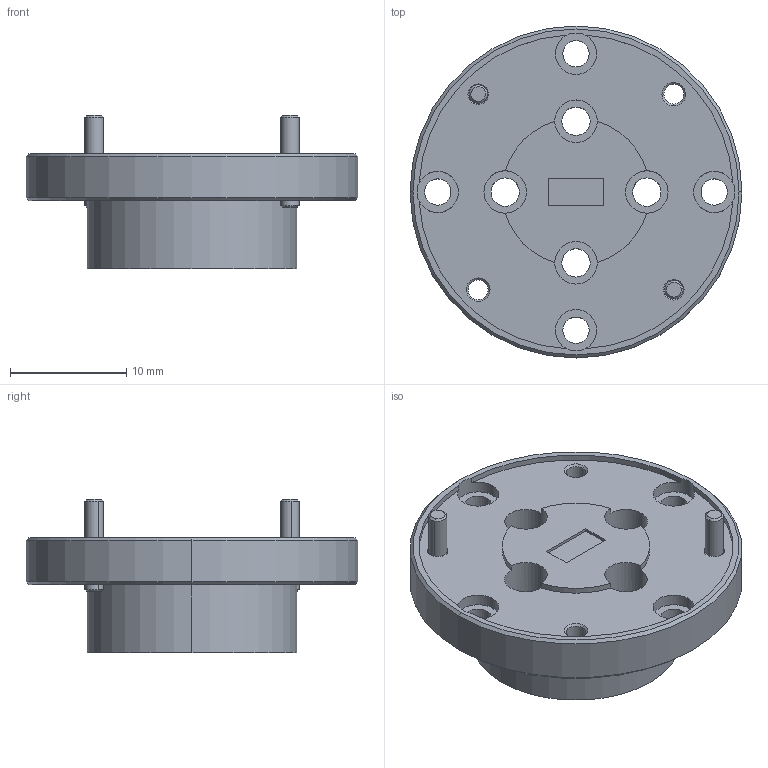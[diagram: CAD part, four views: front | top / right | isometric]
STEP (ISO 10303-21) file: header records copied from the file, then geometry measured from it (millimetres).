
FILE_DESCRIPTION (( 'STEP AP203' ), '1' );
FILE_NAME ('UF-U-12-480-A.STEP', '2022-05-16T22:46:15', ( '' ), ( '' ), 'SwSTEP 2.0', 'SolidWorks 2021', '' );
FILE_SCHEMA (( 'CONFIG_CONTROL_DESIGN' ));
Length unit declared in the file: inch
Products named in the file (1): UF-U-12-480-A
Bounding box: 28.57 x 28.57 x 13.21 mm (x, y, z)
Volume: 3453.7 mm3; surface area: 2676.7 mm2
Topology: 3 solids, 4 shells, 136 faces, 330 edges, 204 vertices
Faces by surface type: cylinder 66, cone 36, plane 34
Entity records: 4087 total; most frequent: DIRECTION 772, CARTESIAN_POINT 663, ORIENTED_EDGE 644, EDGE_CURVE 322, AXIS2_PLACEMENT_3D 313, VERTEX_POINT 204, CIRCLE 176, EDGE_LOOP 170
